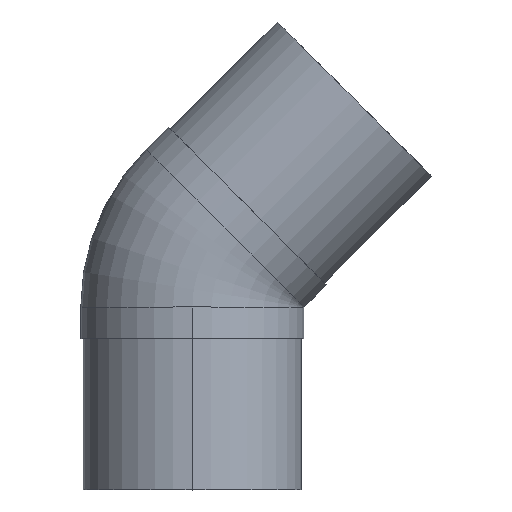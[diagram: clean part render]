
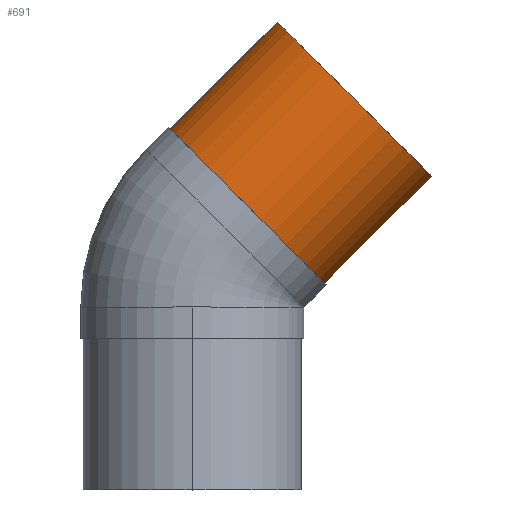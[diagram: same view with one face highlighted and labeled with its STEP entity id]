
A CAD part, top view. The second image highlights one B-rep face of the part: STEP entity #691.
In plain terms, the highlighted cylindrical face has radius 80 mm (diameter 160 mm), a partial arc.
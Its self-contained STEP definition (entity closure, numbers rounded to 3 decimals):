
#42 = CIRCLE ( 'NONE', #731, 80. ) ;
#66 = VECTOR ( 'NONE', #1018, 1000. ) ;
#67 = VERTEX_POINT ( 'NONE', #309 ) ;
#73 = LINE ( 'NONE', #799, #66 ) ;
#125 = VECTOR ( 'NONE', #1104, 1000. ) ;
#138 = LINE ( 'NONE', #962, #125 ) ;
#168 = EDGE_CURVE ( 'NONE', #67, #1118, #672, .T. ) ;
#229 = CARTESIAN_POINT ( 'NONE',  ( 62.225, 175.362, 0. ) ) ;
#234 = DIRECTION ( 'NONE',  ( 0.707, 0.707, 0. ) ) ;
#243 = DIRECTION ( 'NONE',  ( -0.707, 0.707, 0. ) ) ;
#309 = CARTESIAN_POINT ( 'NONE',  ( -16.263, 96.874, 0. ) ) ;
#335 = AXIS2_PLACEMENT_3D ( 'NONE', #501, #234, #243 ) ;
#343 = ORIENTED_EDGE ( 'NONE', *, *, #1060, .F. ) ;
#458 = DIRECTION ( 'NONE',  ( -0.707, 0.707, 0. ) ) ;
#488 = FACE_OUTER_BOUND ( 'NONE', #829, .T. ) ;
#501 = CARTESIAN_POINT ( 'NONE',  ( 40.305, 40.305, 0. ) ) ;
#516 = DIRECTION ( 'NONE',  ( 0.707, 0.707, 0. ) ) ;
#528 = DIRECTION ( 'NONE',  ( -0.707, 0.707, 0. ) ) ;
#535 = CARTESIAN_POINT ( 'NONE',  ( 118.794, 118.794, 0. ) ) ;
#584 = CARTESIAN_POINT ( 'NONE',  ( 96.874, -16.263, 0. ) ) ;
#610 = DIRECTION ( 'NONE',  ( 0.707, 0.707, 0. ) ) ;
#616 = CARTESIAN_POINT ( 'NONE',  ( 118.794, 118.794, 0. ) ) ;
#625 = VERTEX_POINT ( 'NONE', #229 ) ;
#641 = CYLINDRICAL_SURFACE ( 'NONE', #1002, 80. ) ;
#672 = CIRCLE ( 'NONE', #335, 80. ) ;
#691 = ADVANCED_FACE ( 'NONE', ( #488 ), #641, .T. ) ;
#731 = AXIS2_PLACEMENT_3D ( 'NONE', #535, #516, #528 ) ;
#799 = CARTESIAN_POINT ( 'NONE',  ( 175.362, 62.225, 0. ) ) ;
#817 = ORIENTED_EDGE ( 'NONE', *, *, #1185, .T. ) ;
#828 = ORIENTED_EDGE ( 'NONE', *, *, #168, .T. ) ;
#829 = EDGE_LOOP ( 'NONE', ( #828, #817, #343, #856 ) ) ;
#856 = ORIENTED_EDGE ( 'NONE', *, *, #984, .F. ) ;
#962 = CARTESIAN_POINT ( 'NONE',  ( 62.225, 175.362, 0. ) ) ;
#984 = EDGE_CURVE ( 'NONE', #67, #625, #138, .T. ) ;
#1002 = AXIS2_PLACEMENT_3D ( 'NONE', #616, #610, #458 ) ;
#1018 = DIRECTION ( 'NONE',  ( 0.707, 0.707, 0. ) ) ;
#1060 = EDGE_CURVE ( 'NONE', #625, #1146, #42, .T. ) ;
#1076 = CARTESIAN_POINT ( 'NONE',  ( 175.362, 62.225, 0. ) ) ;
#1104 = DIRECTION ( 'NONE',  ( 0.707, 0.707, 0. ) ) ;
#1118 = VERTEX_POINT ( 'NONE', #584 ) ;
#1146 = VERTEX_POINT ( 'NONE', #1076 ) ;
#1185 = EDGE_CURVE ( 'NONE', #1118, #1146, #73, .T. ) ;
